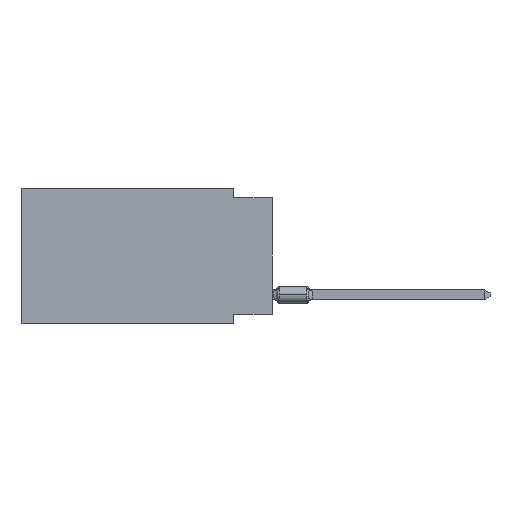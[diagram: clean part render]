
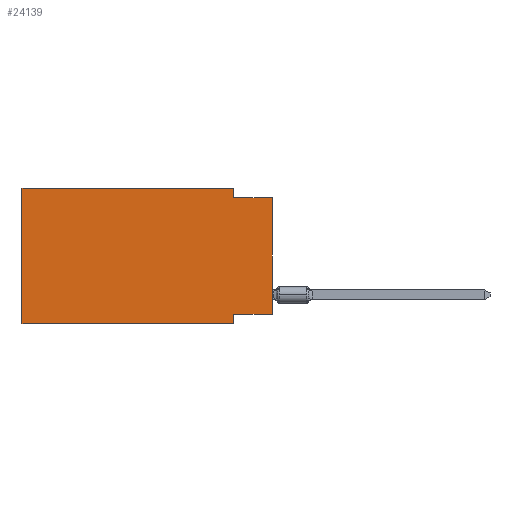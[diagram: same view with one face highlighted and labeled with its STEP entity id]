
A CAD part, left-side view. The second image highlights one B-rep face of the part: STEP entity #24139.
In plain terms, the highlighted planar face has unit normal (-1, 0, 0).
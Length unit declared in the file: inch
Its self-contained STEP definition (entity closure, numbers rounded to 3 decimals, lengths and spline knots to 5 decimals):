
#782 = DIRECTION ( 'NONE',  ( 0., -1., 0. ) ) ;
#1895 = EDGE_CURVE ( 'NONE', #21541, #16909, #21176, .T. ) ;
#2852 = EDGE_CURVE ( 'NONE', #20527, #16909, #48943, .T. ) ;
#2870 = DIRECTION ( 'NONE',  ( 0., -1., 0. ) ) ;
#3408 = LINE ( 'NONE', #49014, #12184 ) ;
#4430 = VECTOR ( 'NONE', #782, 39.37008 ) ;
#6512 = VECTOR ( 'NONE', #2870, 39.37008 ) ;
#6967 = EDGE_CURVE ( 'NONE', #20010, #21541, #25240, .T. ) ;
#9219 = CARTESIAN_POINT ( 'NONE',  ( 0., 0., -0.025 ) ) ;
#10140 = AXIS2_PLACEMENT_3D ( 'NONE', #16450, #45474, #49816 ) ;
#11762 = DIRECTION ( 'NONE',  ( 0., 0., 1. ) ) ;
#12007 = CARTESIAN_POINT ( 'NONE',  ( 0., 0.645, 0. ) ) ;
#12020 = CARTESIAN_POINT ( 'NONE',  ( 0., 0., 0. ) ) ;
#12184 = VECTOR ( 'NONE', #48209, 39.37008 ) ;
#14201 = ORIENTED_EDGE ( 'NONE', *, *, #15053, .F. ) ;
#14962 = CARTESIAN_POINT ( 'NONE',  ( 0., 0.645, -0.35 ) ) ;
#15053 = EDGE_CURVE ( 'NONE', #46942, #53469, #33163, .T. ) ;
#15685 = ORIENTED_EDGE ( 'NONE', *, *, #45584, .F. ) ;
#16450 = CARTESIAN_POINT ( 'NONE',  ( 0., 0.645, 0. ) ) ;
#16909 = VERTEX_POINT ( 'NONE', #48953 ) ;
#17303 = EDGE_CURVE ( 'NONE', #46942, #34671, #27478, .T. ) ;
#18683 = ORIENTED_EDGE ( 'NONE', *, *, #17303, .T. ) ;
#19910 = DIRECTION ( 'NONE',  ( 0., 0., 1. ) ) ;
#19997 = CARTESIAN_POINT ( 'NONE',  ( 0., 0.645, 0. ) ) ;
#20010 = VERTEX_POINT ( 'NONE', #33338 ) ;
#20527 = VERTEX_POINT ( 'NONE', #51083 ) ;
#21176 = LINE ( 'NONE', #9219, #4430 ) ;
#21541 = VERTEX_POINT ( 'NONE', #32216 ) ;
#23267 = PLANE ( 'NONE',  #10140 ) ;
#24139 = ADVANCED_FACE ( 'NONE', ( #40869 ), #23267, .F. ) ;
#25240 = LINE ( 'NONE', #25791, #37748 ) ;
#25791 = CARTESIAN_POINT ( 'NONE',  ( 0., 0.1, 0. ) ) ;
#27478 = LINE ( 'NONE', #14962, #39315 ) ;
#28011 = EDGE_CURVE ( 'NONE', #31856, #34671, #3408, .T. ) ;
#28213 = LINE ( 'NONE', #32543, #37800 ) ;
#28823 = ORIENTED_EDGE ( 'NONE', *, *, #44783, .F. ) ;
#30111 = DIRECTION ( 'NONE',  ( 0., 0., -1. ) ) ;
#31856 = VERTEX_POINT ( 'NONE', #37552 ) ;
#32216 = CARTESIAN_POINT ( 'NONE',  ( 0., 0.1, -0.025 ) ) ;
#32543 = CARTESIAN_POINT ( 'NONE',  ( 0., 0., -0.325 ) ) ;
#33163 = LINE ( 'NONE', #12007, #52652 ) ;
#33338 = CARTESIAN_POINT ( 'NONE',  ( 0., 0.1, 0. ) ) ;
#34671 = VERTEX_POINT ( 'NONE', #37858 ) ;
#37552 = CARTESIAN_POINT ( 'NONE',  ( 0., 0.1, -0.325 ) ) ;
#37748 = VECTOR ( 'NONE', #30111, 39.37008 ) ;
#37800 = VECTOR ( 'NONE', #41209, 39.37008 ) ;
#37858 = CARTESIAN_POINT ( 'NONE',  ( 0., 0.1, -0.35 ) ) ;
#37947 = ORIENTED_EDGE ( 'NONE', *, *, #6967, .F. ) ;
#38619 = ORIENTED_EDGE ( 'NONE', *, *, #28011, .F. ) ;
#39315 = VECTOR ( 'NONE', #48619, 39.37008 ) ;
#40869 = FACE_OUTER_BOUND ( 'NONE', #50297, .T. ) ;
#41209 = DIRECTION ( 'NONE',  ( 0., 1., 0. ) ) ;
#44783 = EDGE_CURVE ( 'NONE', #53469, #20010, #49287, .T. ) ;
#44880 = CARTESIAN_POINT ( 'NONE',  ( 0., 0.645, -0.35 ) ) ;
#45175 = VECTOR ( 'NONE', #11762, 39.37008 ) ;
#45474 = DIRECTION ( 'NONE',  ( 1., 0., 0. ) ) ;
#45584 = EDGE_CURVE ( 'NONE', #20527, #31856, #28213, .T. ) ;
#46942 = VERTEX_POINT ( 'NONE', #44880 ) ;
#48209 = DIRECTION ( 'NONE',  ( 0., 0., -1. ) ) ;
#48619 = DIRECTION ( 'NONE',  ( 0., -1., 0. ) ) ;
#48943 = LINE ( 'NONE', #12020, #45175 ) ;
#48953 = CARTESIAN_POINT ( 'NONE',  ( 0., 0., -0.025 ) ) ;
#49014 = CARTESIAN_POINT ( 'NONE',  ( 0., 0.1, -0.35 ) ) ;
#49287 = LINE ( 'NONE', #19997, #6512 ) ;
#49816 = DIRECTION ( 'NONE',  ( 0., 0., -1. ) ) ;
#50297 = EDGE_LOOP ( 'NONE', ( #52460, #50324, #37947, #28823, #14201, #18683, #38619, #15685 ) ) ;
#50324 = ORIENTED_EDGE ( 'NONE', *, *, #1895, .F. ) ;
#51083 = CARTESIAN_POINT ( 'NONE',  ( 0., 0., -0.325 ) ) ;
#51634 = CARTESIAN_POINT ( 'NONE',  ( 0., 0.645, 0. ) ) ;
#52460 = ORIENTED_EDGE ( 'NONE', *, *, #2852, .T. ) ;
#52652 = VECTOR ( 'NONE', #19910, 39.37008 ) ;
#53469 = VERTEX_POINT ( 'NONE', #51634 ) ;
